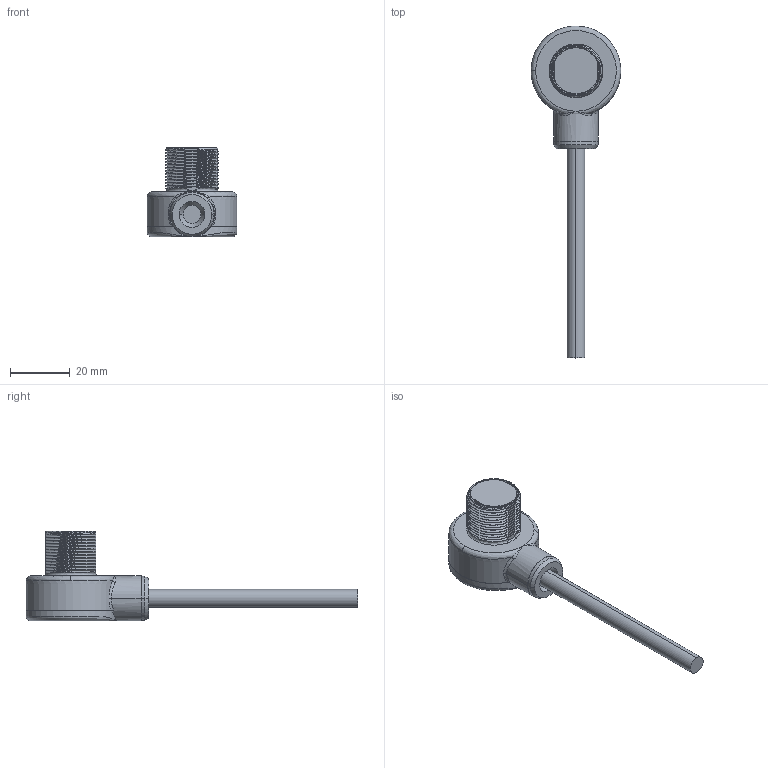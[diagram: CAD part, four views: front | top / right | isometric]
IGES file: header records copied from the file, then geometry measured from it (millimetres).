
Start section:  PTC IGES file: 152785.igs
Global section: file name: 152785.igs; native system: Pro/ENGINEER by Parametric Technology Corporation; preprocessor: 2009141; author: banengservice; organization: Unknown; date: 20110315.124144; units: inch
Bounding box: 30 x 111.05 x 30.02 mm (x, y, z)
Volume: 9119.3 mm3; surface area: 12333.4 mm2
Topology: 2 solids, 3 shells, 321 faces, 836 edges, 524 vertices
Faces by surface type: revolution 183, bspline 132, extrusion 6
